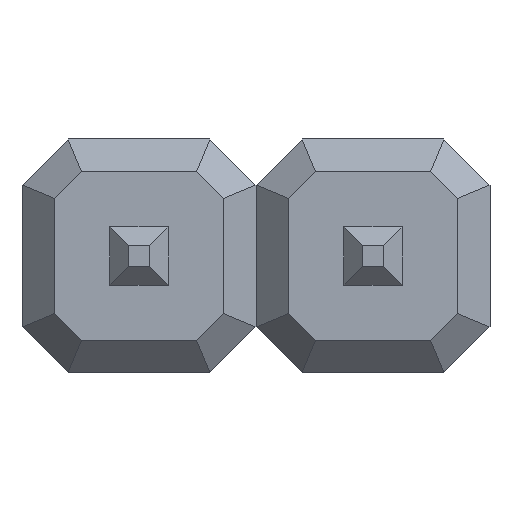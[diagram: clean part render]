
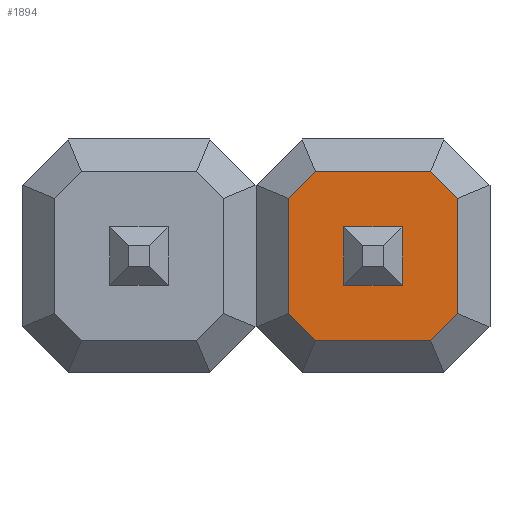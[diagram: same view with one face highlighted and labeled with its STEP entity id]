
A CAD part, front view. The second image highlights one B-rep face of the part: STEP entity #1894.
In plain terms, the highlighted planar face has unit normal (0, -1, 0).
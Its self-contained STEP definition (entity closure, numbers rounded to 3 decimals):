
#117 = ORIENTED_EDGE ( 'NONE', *, *, #1201, .F. ) ;
#119 = ORIENTED_EDGE ( 'NONE', *, *, #1175, .F. ) ;
#120 = ORIENTED_EDGE ( 'NONE', *, *, #1168, .F. ) ;
#121 = ORIENTED_EDGE ( 'NONE', *, *, #1177, .F. ) ;
#122 = ORIENTED_EDGE ( 'NONE', *, *, #1164, .T. ) ;
#123 = ORIENTED_EDGE ( 'NONE', *, *, #1160, .T. ) ;
#124 = ORIENTED_EDGE ( 'NONE', *, *, #1200, .T. ) ;
#125 = ORIENTED_EDGE ( 'NONE', *, *, #1169, .T. ) ;
#126 = ORIENTED_EDGE ( 'NONE', *, *, #1179, .T. ) ;
#127 = ORIENTED_EDGE ( 'NONE', *, *, #1162, .T. ) ;
#128 = ORIENTED_EDGE ( 'NONE', *, *, #1157, .T. ) ;
#130 = ORIENTED_EDGE ( 'NONE', *, *, #1171, .T. ) ;
#777 = VERTEX_POINT ( 'NONE', #2864 ) ;
#778 = VERTEX_POINT ( 'NONE', #2865 ) ;
#779 = VERTEX_POINT ( 'NONE', #2866 ) ;
#780 = VERTEX_POINT ( 'NONE', #2867 ) ;
#781 = VERTEX_POINT ( 'NONE', #2868 ) ;
#782 = VERTEX_POINT ( 'NONE', #2869 ) ;
#783 = VERTEX_POINT ( 'NONE', #2870 ) ;
#784 = VERTEX_POINT ( 'NONE', #2871 ) ;
#785 = VERTEX_POINT ( 'NONE', #2872 ) ;
#786 = VERTEX_POINT ( 'NONE', #2873 ) ;
#846 = VERTEX_POINT ( 'NONE', #2933 ) ;
#853 = VERTEX_POINT ( 'NONE', #2940 ) ;
#1157 = EDGE_CURVE ( 'NONE', #777, #779, #4292, .T. ) ;
#1160 = EDGE_CURVE ( 'NONE', #784, #783, #4346, .T. ) ;
#1162 = EDGE_CURVE ( 'NONE', #778, #786, #4355, .T. ) ;
#1164 = EDGE_CURVE ( 'NONE', #783, #853, #4359, .T. ) ;
#1168 = EDGE_CURVE ( 'NONE', #781, #846, #4352, .T. ) ;
#1169 = EDGE_CURVE ( 'NONE', #853, #777, #4364, .T. ) ;
#1171 = EDGE_CURVE ( 'NONE', #786, #785, #4373, .T. ) ;
#1175 = EDGE_CURVE ( 'NONE', #780, #781, #4381, .T. ) ;
#1177 = EDGE_CURVE ( 'NONE', #846, #782, #4385, .T. ) ;
#1179 = EDGE_CURVE ( 'NONE', #779, #778, #4389, .T. ) ;
#1200 = EDGE_CURVE ( 'NONE', #785, #784, #4431, .T. ) ;
#1201 = EDGE_CURVE ( 'NONE', #782, #780, #4433, .T. ) ;
#1894 = ADVANCED_FACE ( 'NONE', ( #4663, #4610 ), #3542, .F. ) ;
#1940 = EDGE_LOOP ( 'NONE', ( #125, #128, #126, #127, #130, #124, #123, #122 ) ) ;
#1942 = EDGE_LOOP ( 'NONE', ( #121, #120, #119, #117 ) ) ;
#2864 = CARTESIAN_POINT ( 'NONE',  ( 3.46, 0., 0.625 ) ) ;
#2865 = CARTESIAN_POINT ( 'NONE',  ( 1.915, 0., 0.92 ) ) ;
#2866 = CARTESIAN_POINT ( 'NONE',  ( 3.165, 0., 0.92 ) ) ;
#2867 = CARTESIAN_POINT ( 'NONE',  ( 2.855, 0., -0.315 ) ) ;
#2868 = CARTESIAN_POINT ( 'NONE',  ( 2.855, 0., 0.315 ) ) ;
#2869 = CARTESIAN_POINT ( 'NONE',  ( 2.225, 0., -0.315 ) ) ;
#2870 = CARTESIAN_POINT ( 'NONE',  ( 3.165, 0., -0.92 ) ) ;
#2871 = CARTESIAN_POINT ( 'NONE',  ( 1.915, 0., -0.92 ) ) ;
#2872 = CARTESIAN_POINT ( 'NONE',  ( 1.62, 0., -0.625 ) ) ;
#2873 = CARTESIAN_POINT ( 'NONE',  ( 1.62, 0., 0.625 ) ) ;
#2933 = CARTESIAN_POINT ( 'NONE',  ( 2.225, 0., 0.315 ) ) ;
#2940 = CARTESIAN_POINT ( 'NONE',  ( 3.46, 0., -0.625 ) ) ;
#3083 = CARTESIAN_POINT ( 'NONE',  ( 4.333, 0., -0.247 ) ) ;
#3124 = DIRECTION ( 'NONE',  ( -0.707, 0., 0.707 ) ) ;
#3127 = CARTESIAN_POINT ( 'NONE',  ( 2.54, 0., -0.92 ) ) ;
#3130 = DIRECTION ( 'NONE',  ( 1., 0., 0. ) ) ;
#3133 = CARTESIAN_POINT ( 'NONE',  ( 0.747, 0., -0.247 ) ) ;
#3134 = DIRECTION ( 'NONE',  ( -0.707, 0., -0.707 ) ) ;
#3137 = CARTESIAN_POINT ( 'NONE',  ( 2.293, 0., -1.793 ) ) ;
#3138 = DIRECTION ( 'NONE',  ( 0.707, 0., 0.707 ) ) ;
#3143 = CARTESIAN_POINT ( 'NONE',  ( 2.225, 0., 0.315 ) ) ;
#3145 = CARTESIAN_POINT ( 'NONE',  ( 3.46, 0., -2.04 ) ) ;
#3146 = DIRECTION ( 'NONE',  ( -1., 0., 0. ) ) ;
#3148 = DIRECTION ( 'NONE',  ( 0., 0., 1. ) ) ;
#3151 = CARTESIAN_POINT ( 'NONE',  ( 1.62, 0., -2.04 ) ) ;
#3152 = DIRECTION ( 'NONE',  ( 0., 0., -1. ) ) ;
#3159 = CARTESIAN_POINT ( 'NONE',  ( 2.855, 0., -0.315 ) ) ;
#3160 = DIRECTION ( 'NONE',  ( 0., 0., 1. ) ) ;
#3163 = CARTESIAN_POINT ( 'NONE',  ( 2.225, 0., -0.315 ) ) ;
#3164 = DIRECTION ( 'NONE',  ( 0., 0., -1. ) ) ;
#3167 = CARTESIAN_POINT ( 'NONE',  ( 2.54, 0., 0.92 ) ) ;
#3168 = DIRECTION ( 'NONE',  ( -1., 0., 0. ) ) ;
#3209 = CARTESIAN_POINT ( 'NONE',  ( 2.787, 0., -1.793 ) ) ;
#3210 = DIRECTION ( 'NONE',  ( 0.707, 0., -0.707 ) ) ;
#3211 = CARTESIAN_POINT ( 'NONE',  ( 2.225, 0., -0.315 ) ) ;
#3212 = DIRECTION ( 'NONE',  ( 1., 0., 0. ) ) ;
#3535 = CARTESIAN_POINT ( 'NONE',  ( 2.54, 0., -2.04 ) ) ;
#3542 = PLANE ( 'NONE',  #4073 ) ;
#3551 = DIRECTION ( 'NONE',  ( 0., 1., 0. ) ) ;
#3552 = DIRECTION ( 'NONE',  ( 0., 0., 1. ) ) ;
#4073 = AXIS2_PLACEMENT_3D ( 'NONE', #3535, #3551, #3552 ) ;
#4292 = LINE ( 'NONE', #3083, #4345 ) ;
#4345 = VECTOR ( 'NONE', #3124, 1000. ) ;
#4346 = LINE ( 'NONE', #3127, #4351 ) ;
#4351 = VECTOR ( 'NONE', #3130, 1000. ) ;
#4352 = LINE ( 'NONE', #3143, #4367 ) ;
#4355 = LINE ( 'NONE', #3133, #4356 ) ;
#4356 = VECTOR ( 'NONE', #3134, 1000. ) ;
#4359 = LINE ( 'NONE', #3137, #4360 ) ;
#4360 = VECTOR ( 'NONE', #3138, 1000. ) ;
#4364 = LINE ( 'NONE', #3145, #4369 ) ;
#4367 = VECTOR ( 'NONE', #3146, 1000. ) ;
#4369 = VECTOR ( 'NONE', #3148, 1000. ) ;
#4373 = LINE ( 'NONE', #3151, #4374 ) ;
#4374 = VECTOR ( 'NONE', #3152, 1000. ) ;
#4381 = LINE ( 'NONE', #3159, #4382 ) ;
#4382 = VECTOR ( 'NONE', #3160, 1000. ) ;
#4385 = LINE ( 'NONE', #3163, #4386 ) ;
#4386 = VECTOR ( 'NONE', #3164, 1000. ) ;
#4389 = LINE ( 'NONE', #3167, #4390 ) ;
#4390 = VECTOR ( 'NONE', #3168, 1000. ) ;
#4431 = LINE ( 'NONE', #3209, #4432 ) ;
#4432 = VECTOR ( 'NONE', #3210, 1000. ) ;
#4433 = LINE ( 'NONE', #3211, #4434 ) ;
#4434 = VECTOR ( 'NONE', #3212, 1000. ) ;
#4610 = FACE_BOUND ( 'NONE', #1942, .T. ) ;
#4663 = FACE_OUTER_BOUND ( 'NONE', #1940, .T. ) ;
